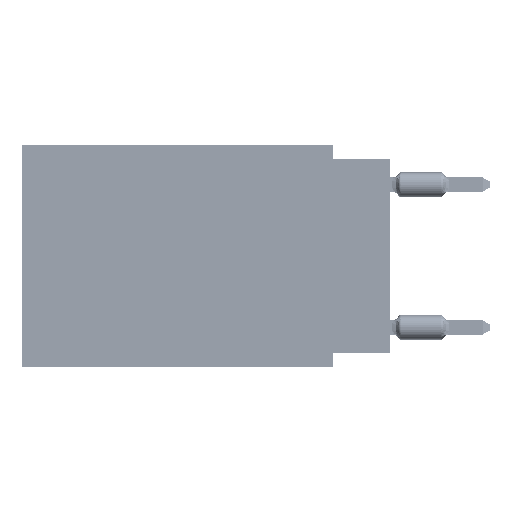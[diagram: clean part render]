
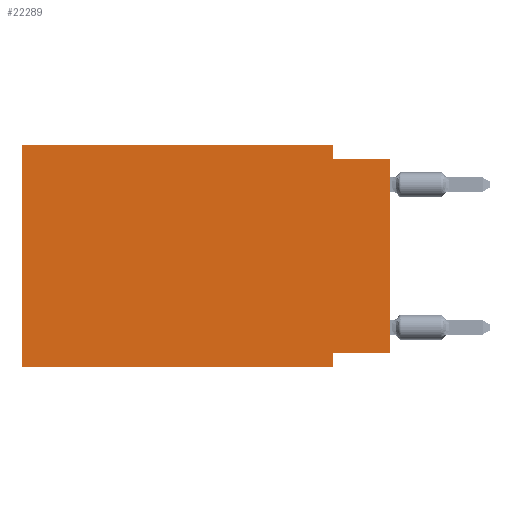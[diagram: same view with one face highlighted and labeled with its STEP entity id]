
A CAD part, left-side view. The second image highlights one B-rep face of the part: STEP entity #22289.
In plain terms, the highlighted planar face has unit normal (-1, 0, 0).
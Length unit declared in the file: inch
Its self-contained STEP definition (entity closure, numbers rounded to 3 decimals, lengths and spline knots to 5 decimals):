
#2 = DIRECTION ( 'NONE',  ( 0., -1., 0. ) ) ;
#3237 = VECTOR ( 'NONE', #2, 39.37008 ) ;
#4439 = CARTESIAN_POINT ( 'NONE',  ( 0., 0., -0.365 ) ) ;
#4528 = CARTESIAN_POINT ( 'NONE',  ( 0., 0.1, 0. ) ) ;
#6718 = ORIENTED_EDGE ( 'NONE', *, *, #26997, .F. ) ;
#7426 = CARTESIAN_POINT ( 'NONE',  ( 0., 0.645, 0. ) ) ;
#8592 = VERTEX_POINT ( 'NONE', #32697 ) ;
#8816 = CARTESIAN_POINT ( 'NONE',  ( 0., 0., -0.025 ) ) ;
#9379 = VERTEX_POINT ( 'NONE', #12775 ) ;
#10007 = DIRECTION ( 'NONE',  ( 0., -1., 0. ) ) ;
#10440 = LINE ( 'NONE', #79256, #16349 ) ;
#12302 = VERTEX_POINT ( 'NONE', #8816 ) ;
#12775 = CARTESIAN_POINT ( 'NONE',  ( 0., 0.1, -0.365 ) ) ;
#13810 = LINE ( 'NONE', #7426, #52828 ) ;
#15489 = LINE ( 'NONE', #43268, #32513 ) ;
#15933 = DIRECTION ( 'NONE',  ( 0., 0., -1. ) ) ;
#16225 = CARTESIAN_POINT ( 'NONE',  ( 0., 0.1, -0.39 ) ) ;
#16305 = VECTOR ( 'NONE', #88701, 39.37008 ) ;
#16349 = VECTOR ( 'NONE', #15933, 39.37008 ) ;
#17894 = CARTESIAN_POINT ( 'NONE',  ( 0., 0., -0.025 ) ) ;
#20343 = CARTESIAN_POINT ( 'NONE',  ( 0., 0., 0. ) ) ;
#22289 = ADVANCED_FACE ( 'NONE', ( #69185 ), #34083, .F. ) ;
#23494 = DIRECTION ( 'NONE',  ( 0., 0., -1. ) ) ;
#24712 = LINE ( 'NONE', #17894, #3237 ) ;
#26997 = EDGE_CURVE ( 'NONE', #36001, #53034, #10440, .T. ) ;
#28137 = CARTESIAN_POINT ( 'NONE',  ( 0., 0.645, 0. ) ) ;
#30251 = CARTESIAN_POINT ( 'NONE',  ( 0., 0.1, -0.39 ) ) ;
#32513 = VECTOR ( 'NONE', #10007, 39.37008 ) ;
#32697 = CARTESIAN_POINT ( 'NONE',  ( 0., 0.645, 0. ) ) ;
#34004 = LINE ( 'NONE', #89617, #16305 ) ;
#34083 = PLANE ( 'NONE',  #65267 ) ;
#34473 = LINE ( 'NONE', #83208, #50700 ) ;
#34963 = ORIENTED_EDGE ( 'NONE', *, *, #81307, .F. ) ;
#35366 = LINE ( 'NONE', #20343, #81480 ) ;
#36001 = VERTEX_POINT ( 'NONE', #4528 ) ;
#39680 = ORIENTED_EDGE ( 'NONE', *, *, #62635, .F. ) ;
#43268 = CARTESIAN_POINT ( 'NONE',  ( 0., 0.645, 0. ) ) ;
#44479 = EDGE_CURVE ( 'NONE', #9379, #89585, #85481, .T. ) ;
#48147 = DIRECTION ( 'NONE',  ( 0., 0., 1. ) ) ;
#48489 = EDGE_CURVE ( 'NONE', #69489, #8592, #13810, .T. ) ;
#48656 = ORIENTED_EDGE ( 'NONE', *, *, #49034, .F. ) ;
#49034 = EDGE_CURVE ( 'NONE', #8592, #36001, #15489, .T. ) ;
#50700 = VECTOR ( 'NONE', #62278, 39.37008 ) ;
#50811 = EDGE_LOOP ( 'NONE', ( #57855, #39680, #6718, #48656, #78189, #86288, #57445, #34963 ) ) ;
#52828 = VECTOR ( 'NONE', #62561, 39.37008 ) ;
#53034 = VERTEX_POINT ( 'NONE', #53667 ) ;
#53667 = CARTESIAN_POINT ( 'NONE',  ( 0., 0.1, -0.025 ) ) ;
#54129 = DIRECTION ( 'NONE',  ( 0., 0., -1. ) ) ;
#56447 = VECTOR ( 'NONE', #23494, 39.37008 ) ;
#57445 = ORIENTED_EDGE ( 'NONE', *, *, #44479, .F. ) ;
#57855 = ORIENTED_EDGE ( 'NONE', *, *, #78781, .T. ) ;
#62278 = DIRECTION ( 'NONE',  ( 0., -1., 0. ) ) ;
#62561 = DIRECTION ( 'NONE',  ( 0., 0., 1. ) ) ;
#62635 = EDGE_CURVE ( 'NONE', #53034, #12302, #24712, .T. ) ;
#65267 = AXIS2_PLACEMENT_3D ( 'NONE', #28137, #83274, #54129 ) ;
#69185 = FACE_OUTER_BOUND ( 'NONE', #50811, .T. ) ;
#69489 = VERTEX_POINT ( 'NONE', #86486 ) ;
#78189 = ORIENTED_EDGE ( 'NONE', *, *, #48489, .F. ) ;
#78697 = VERTEX_POINT ( 'NONE', #4439 ) ;
#78781 = EDGE_CURVE ( 'NONE', #78697, #12302, #35366, .T. ) ;
#79256 = CARTESIAN_POINT ( 'NONE',  ( 0., 0.1, 0. ) ) ;
#81307 = EDGE_CURVE ( 'NONE', #78697, #9379, #34004, .T. ) ;
#81480 = VECTOR ( 'NONE', #48147, 39.37008 ) ;
#83208 = CARTESIAN_POINT ( 'NONE',  ( 0., 0.645, -0.39 ) ) ;
#83274 = DIRECTION ( 'NONE',  ( 1., 0., 0. ) ) ;
#85481 = LINE ( 'NONE', #16225, #56447 ) ;
#86288 = ORIENTED_EDGE ( 'NONE', *, *, #86567, .T. ) ;
#86486 = CARTESIAN_POINT ( 'NONE',  ( 0., 0.645, -0.39 ) ) ;
#86567 = EDGE_CURVE ( 'NONE', #69489, #89585, #34473, .T. ) ;
#88701 = DIRECTION ( 'NONE',  ( 0., 1., 0. ) ) ;
#89585 = VERTEX_POINT ( 'NONE', #30251 ) ;
#89617 = CARTESIAN_POINT ( 'NONE',  ( 0., 0., -0.365 ) ) ;
